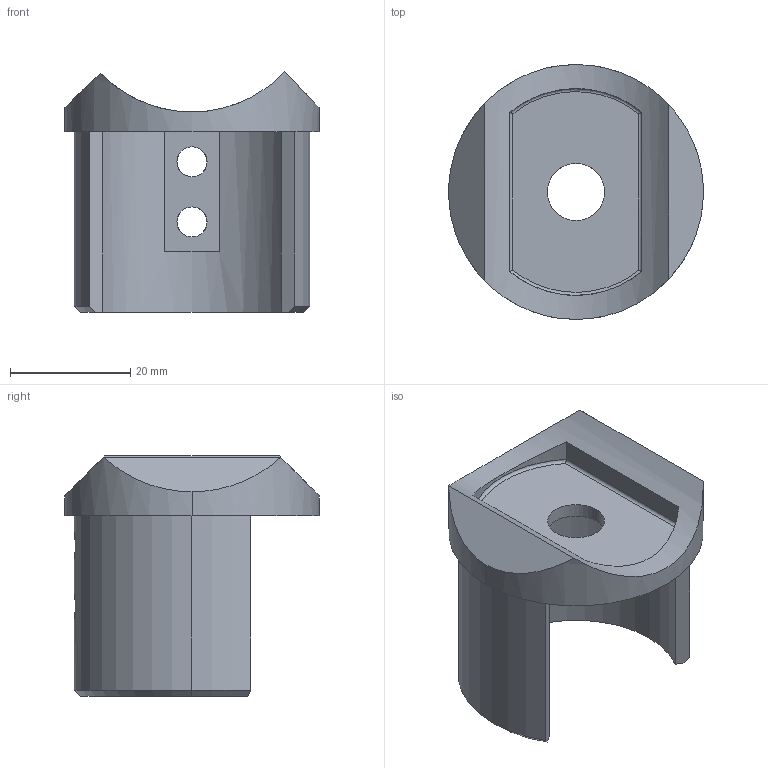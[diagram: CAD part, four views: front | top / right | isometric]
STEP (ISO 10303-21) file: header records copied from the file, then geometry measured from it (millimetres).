
FILE_DESCRIPTION (( 'STEP AP203' ), '1' );
FILE_NAME ('60324-240.step', '2020-11-24T15:06:05', ( '' ), ( '' ), 'SwSTEP 2.0', 'SolidWorks 2018', '' );
FILE_SCHEMA (( 'CONFIG_CONTROL_DESIGN' ));
Length unit declared in the file: millimetre
Products named in the file (2): 60324-240
Bounding box: 42.4 x 42.4 x 39.96 mm (x, y, z)
Volume: 12588.3 mm3; surface area: 9048.4 mm2
Topology: 1 solids, 1 shells, 323 faces, 862 edges, 574 vertices
Faces by surface type: plane 173, bspline 128, cylinder 19, cone 3
Entity records: 17372 total; most frequent: CARTESIAN_POINT 10039, ORIENTED_EDGE 1724, DIRECTION 1011, EDGE_CURVE 862, VERTEX_POINT 574, VECTOR 563, LINE 563, EDGE_LOOP 362
